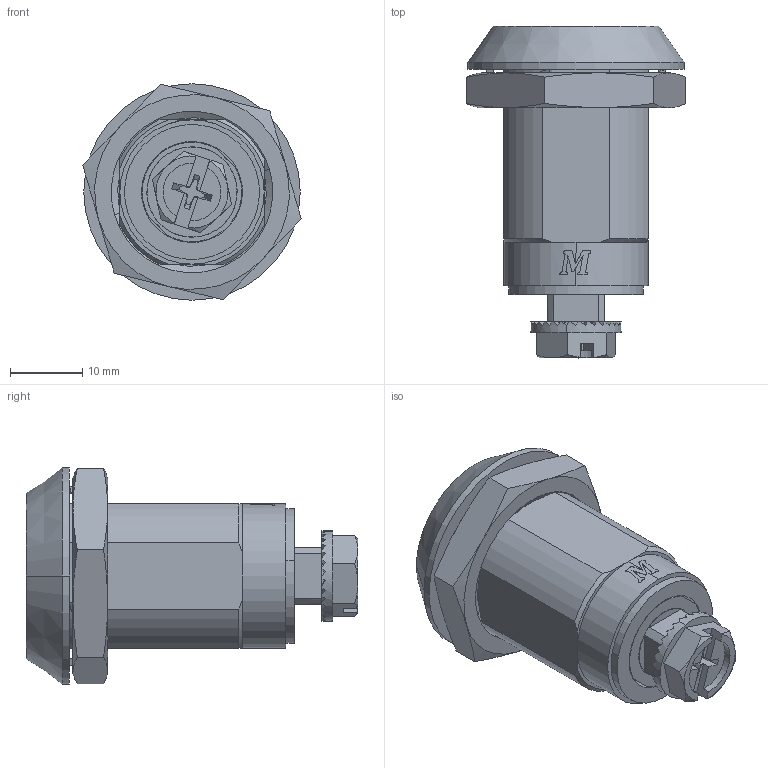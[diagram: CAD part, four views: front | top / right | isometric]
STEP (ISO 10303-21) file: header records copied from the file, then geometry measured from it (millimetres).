
FILE_DESCRIPTION (( 'STEP AP214' ), '1' );
FILE_NAME ('040.1.1.2.93.00.001.STEP', '2017-08-09T11:29:51', ( '' ), ( '' ), 'SwSTEP 2.0', 'SolidWorks 2017', '' );
FILE_SCHEMA (( 'AUTOMOTIVE_DESIGN' ));
Length unit declared in the file: millimetre
Products named in the file (8): _24; _1246; 20501015; hexagon head screw ISO 4017A M6_12 b_14mm l_6mm; _33_2; _33; _101; 040.1.1.2.93.00.001
Assembly tree (7 placements, depth 2):
  040.1.1.2.93.00.001
    _101
    _33
    _33_2
    hexagon head screw ISO 4017A M6_12 b_14mm l_6mm
    20501015
    _1246
    _24
Bounding box: 30.29 x 46 x 30 mm (x, y, z)
Volume: 14072.8 mm3; surface area: 13051.6 mm2
Topology: 7 solids, 7 shells, 370 faces, 989 edges, 645 vertices
Faces by surface type: plane 241, cylinder 68, cone 39, bspline 22
Entity records: 18472 total; most frequent: CARTESIAN_POINT 5109, ORIENTED_EDGE 1978, DIRECTION 1749, EDGE_CURVE 989, VERTEX_POINT 645, AXIS2_PLACEMENT_3D 586, VECTOR 577, LINE 577
